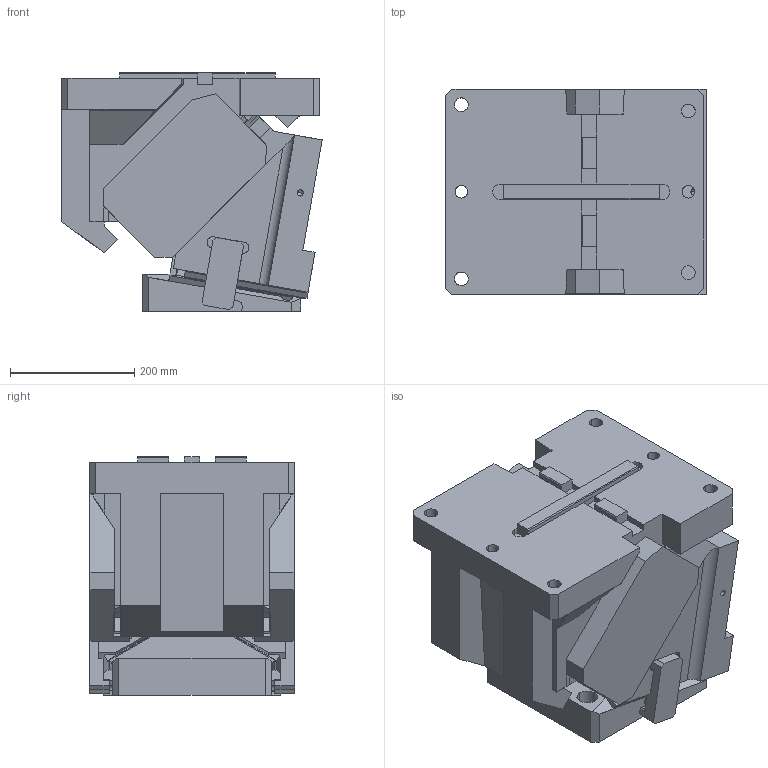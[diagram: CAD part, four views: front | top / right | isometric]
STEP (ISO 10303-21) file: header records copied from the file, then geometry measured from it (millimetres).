
FILE_DESCRIPTION(('CATIA V5 STEP Exchange'),'2;1');
FILE_NAME('CACV_F_330_10.stp','2015-04-27T06:58:26+00:00',('none'),('none'),'CATIA Version 5 Release 19 SP 2 (IN-10)','CATIA V5 STEP AP203','none');
FILE_SCHEMA(('CONFIG_CONTROL_DESIGN'));
Length unit declared in the file: millimetre
Products named in the file (1): CACV_F_330_10
Bounding box: 418.81 x 330 x 384 mm (x, y, z)
Volume: 34749737.8 mm3; surface area: 1545251 mm2
Topology: 3 solids, 3 shells, 567 faces, 1639 edges, 1072 vertices
Faces by surface type: plane 403, cylinder 152, cone 12
Entity records: 19275 total; most frequent: CARTESIAN_POINT 4917, ORIENTED_EDGE 3266, DIRECTION 2458, EDGE_CURVE 1633, VECTOR 1298, LINE 1298, VERTEX_POINT 1072, AXIS2_PLACEMENT_3D 668
